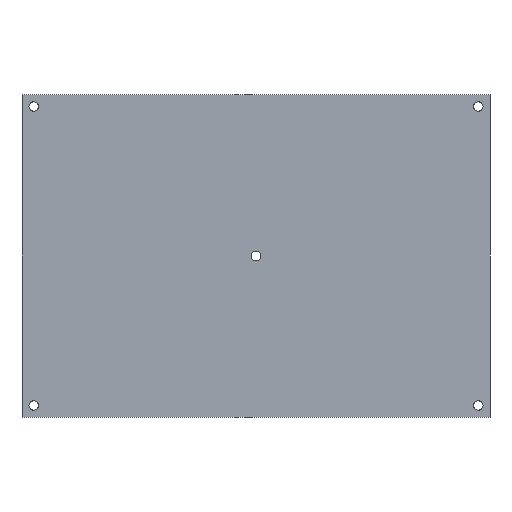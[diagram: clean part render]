
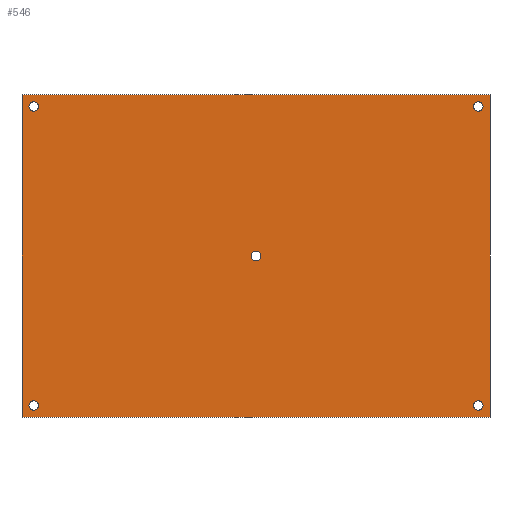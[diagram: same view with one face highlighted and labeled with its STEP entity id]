
A CAD part, front view. The second image highlights one B-rep face of the part: STEP entity #546.
In plain terms, the highlighted planar face has unit normal (0, -1, 0).
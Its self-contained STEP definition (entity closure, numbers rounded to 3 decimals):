
#130=CARTESIAN_POINT('',(122.047,12.8,-90.524));
#131=DIRECTION('',(0.,-1.,0.));
#132=DIRECTION('',(-1.,0.,0.));
#133=AXIS2_PLACEMENT_3D('',#130,#131,#132);
#139=CARTESIAN_POINT('',(122.047,12.8,-90.524));
#140=DIRECTION('',(0.,-1.,0.));
#141=DIRECTION('',(1.,0.,0.));
#142=AXIS2_PLACEMENT_3D('',#139,#140,#141);
#147=CARTESIAN_POINT('',(122.047,12.8,139.476));
#148=DIRECTION('',(0.,-1.,0.));
#149=DIRECTION('',(-1.,0.,0.));
#150=AXIS2_PLACEMENT_3D('',#147,#148,#149);
#155=CARTESIAN_POINT('',(122.047,12.8,139.476));
#156=DIRECTION('',(0.,-1.,0.));
#157=DIRECTION('',(1.,0.,0.));
#158=AXIS2_PLACEMENT_3D('',#155,#156,#157);
#163=CARTESIAN_POINT('',(-219.953,12.8,139.476));
#164=DIRECTION('',(0.,-1.,0.));
#165=DIRECTION('',(-1.,0.,0.));
#166=AXIS2_PLACEMENT_3D('',#163,#164,#165);
#171=CARTESIAN_POINT('',(-219.953,12.8,139.476));
#172=DIRECTION('',(0.,-1.,0.));
#173=DIRECTION('',(1.,0.,0.));
#174=AXIS2_PLACEMENT_3D('',#171,#172,#173);
#179=CARTESIAN_POINT('',(-219.953,12.8,-90.524));
#180=DIRECTION('',(0.,-1.,0.));
#181=DIRECTION('',(-1.,0.,0.));
#182=AXIS2_PLACEMENT_3D('',#179,#180,#181);
#187=CARTESIAN_POINT('',(-219.953,12.8,-90.524));
#188=DIRECTION('',(0.,-1.,0.));
#189=DIRECTION('',(1.,0.,0.));
#190=AXIS2_PLACEMENT_3D('',#187,#188,#189);
#195=DIRECTION('',(0.,0.,-1.));
#196=VECTOR('',#195,248.);
#197=CARTESIAN_POINT('',(131.047,12.8,148.476));
#198=LINE('',#197,#196);
#202=DIRECTION('',(-1.,0.,0.));
#203=VECTOR('',#202,360.);
#204=CARTESIAN_POINT('',(131.047,12.8,-99.524));
#205=LINE('',#204,#203);
#209=DIRECTION('',(0.,0.,1.));
#210=VECTOR('',#209,248.);
#211=CARTESIAN_POINT('',(-228.953,12.8,-99.524));
#212=LINE('',#211,#210);
#216=DIRECTION('',(1.,0.,0.));
#217=VECTOR('',#216,360.);
#218=CARTESIAN_POINT('',(-228.953,12.8,148.476));
#219=LINE('',#218,#217);
#223=CARTESIAN_POINT('',(-48.953,12.8,24.476));
#224=DIRECTION('',(0.,1.,0.));
#225=DIRECTION('',(-1.,0.,0.));
#226=AXIS2_PLACEMENT_3D('',#223,#224,#225);
#231=CARTESIAN_POINT('',(-48.953,12.8,24.476));
#232=DIRECTION('',(0.,1.,0.));
#233=DIRECTION('',(1.,0.,0.));
#234=AXIS2_PLACEMENT_3D('',#231,#232,#233);
#445=CARTESIAN_POINT('',(118.397,12.8,-90.524));
#446=CARTESIAN_POINT('',(125.697,12.8,-90.524));
#447=VERTEX_POINT('',#445);
#448=VERTEX_POINT('',#446);
#449=CARTESIAN_POINT('',(118.397,12.8,139.476));
#450=CARTESIAN_POINT('',(125.697,12.8,139.476));
#451=VERTEX_POINT('',#449);
#452=VERTEX_POINT('',#450);
#453=CARTESIAN_POINT('',(-223.603,12.8,139.476));
#454=CARTESIAN_POINT('',(-216.303,12.8,139.476));
#455=VERTEX_POINT('',#453);
#456=VERTEX_POINT('',#454);
#457=CARTESIAN_POINT('',(-223.603,12.8,-90.524));
#458=CARTESIAN_POINT('',(-216.303,12.8,-90.524));
#459=VERTEX_POINT('',#457);
#460=VERTEX_POINT('',#458);
#461=CARTESIAN_POINT('',(131.047,12.8,148.476));
#462=CARTESIAN_POINT('',(131.047,12.8,-99.524));
#463=VERTEX_POINT('',#461);
#464=VERTEX_POINT('',#462);
#465=CARTESIAN_POINT('',(-228.953,12.8,-99.524));
#466=VERTEX_POINT('',#465);
#467=CARTESIAN_POINT('',(-228.953,12.8,148.476));
#468=VERTEX_POINT('',#467);
#493=CARTESIAN_POINT('',(-52.603,12.8,24.476));
#494=CARTESIAN_POINT('',(-45.303,12.8,24.476));
#495=VERTEX_POINT('',#493);
#496=VERTEX_POINT('',#494);
#501=CARTESIAN_POINT('',(0.,12.8,0.));
#502=DIRECTION('',(0.,1.,0.));
#503=DIRECTION('',(-1.,0.,0.));
#504=AXIS2_PLACEMENT_3D('',#501,#502,#503);
#505=PLANE('',#504);
#507=ORIENTED_EDGE('',*,*,#506,.T.);
#509=ORIENTED_EDGE('',*,*,#508,.T.);
#511=ORIENTED_EDGE('',*,*,#510,.T.);
#513=ORIENTED_EDGE('',*,*,#512,.T.);
#514=EDGE_LOOP('',(#507,#509,#511,#513));
#515=FACE_OUTER_BOUND('',#514,.F.);
#517=ORIENTED_EDGE('',*,*,#516,.T.);
#519=ORIENTED_EDGE('',*,*,#518,.T.);
#520=EDGE_LOOP('',(#517,#519));
#521=FACE_BOUND('',#520,.F.);
#523=ORIENTED_EDGE('',*,*,#522,.T.);
#525=ORIENTED_EDGE('',*,*,#524,.T.);
#526=EDGE_LOOP('',(#523,#525));
#527=FACE_BOUND('',#526,.F.);
#529=ORIENTED_EDGE('',*,*,#528,.T.);
#531=ORIENTED_EDGE('',*,*,#530,.T.);
#532=EDGE_LOOP('',(#529,#531));
#533=FACE_BOUND('',#532,.F.);
#535=ORIENTED_EDGE('',*,*,#534,.T.);
#537=ORIENTED_EDGE('',*,*,#536,.T.);
#538=EDGE_LOOP('',(#535,#537));
#539=FACE_BOUND('',#538,.F.);
#541=ORIENTED_EDGE('',*,*,#540,.F.);
#543=ORIENTED_EDGE('',*,*,#542,.F.);
#544=EDGE_LOOP('',(#541,#543));
#545=FACE_BOUND('',#544,.F.);
#134=CIRCLE('',#133,3.65);
#143=CIRCLE('',#142,3.65);
#151=CIRCLE('',#150,3.65);
#159=CIRCLE('',#158,3.65);
#167=CIRCLE('',#166,3.65);
#175=CIRCLE('',#174,3.65);
#183=CIRCLE('',#182,3.65);
#191=CIRCLE('',#190,3.65);
#227=CIRCLE('',#226,3.65);
#235=CIRCLE('',#234,3.65);
#506=EDGE_CURVE('',#463,#464,#198,.T.);
#508=EDGE_CURVE('',#464,#466,#205,.T.);
#510=EDGE_CURVE('',#466,#468,#212,.T.);
#512=EDGE_CURVE('',#468,#463,#219,.T.);
#516=EDGE_CURVE('',#451,#452,#151,.T.);
#518=EDGE_CURVE('',#452,#451,#159,.T.);
#522=EDGE_CURVE('',#455,#456,#167,.T.);
#524=EDGE_CURVE('',#456,#455,#175,.T.);
#528=EDGE_CURVE('',#459,#460,#183,.T.);
#530=EDGE_CURVE('',#460,#459,#191,.T.);
#534=EDGE_CURVE('',#447,#448,#134,.T.);
#536=EDGE_CURVE('',#448,#447,#143,.T.);
#540=EDGE_CURVE('',#495,#496,#227,.T.);
#542=EDGE_CURVE('',#496,#495,#235,.T.);
#546=ADVANCED_FACE('',(#515,#521,#527,#533,#539,#545),#505,.F.);
